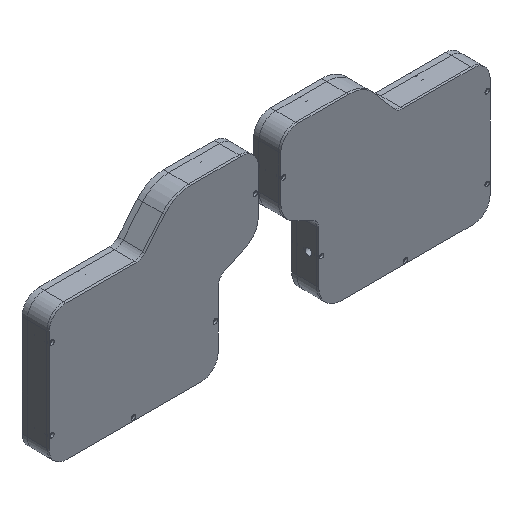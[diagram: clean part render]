
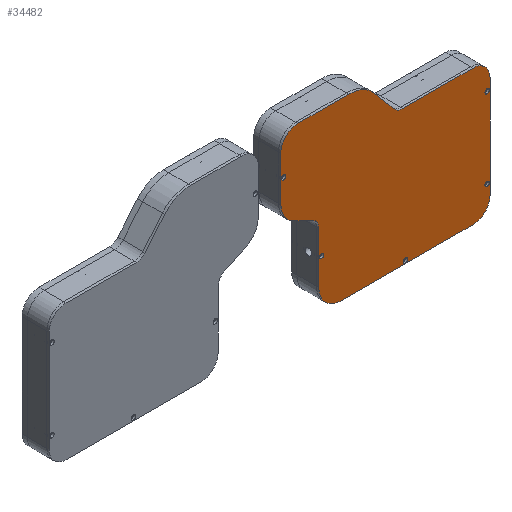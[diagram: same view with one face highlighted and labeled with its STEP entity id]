
A CAD part, isometric view. The second image highlights one B-rep face of the part: STEP entity #34482.
In plain terms, the highlighted planar face has unit normal (0, -1, 0).
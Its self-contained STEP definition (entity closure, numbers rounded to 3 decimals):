
#240=FACE_BOUND('',#4347,.T.);
#241=FACE_BOUND('',#4348,.T.);
#242=FACE_BOUND('',#4349,.T.);
#243=FACE_BOUND('',#4350,.T.);
#244=FACE_BOUND('',#4351,.T.);
#562=CIRCLE('',#36470,1.975);
#564=CIRCLE('',#36473,1.975);
#566=CIRCLE('',#36476,1.975);
#568=CIRCLE('',#36479,1.975);
#570=CIRCLE('',#36482,1.975);
#573=CIRCLE('',#36486,15.);
#575=CIRCLE('',#36490,15.);
#577=CIRCLE('',#36494,20.);
#579=CIRCLE('',#36498,10.);
#581=CIRCLE('',#36502,20.);
#583=CIRCLE('',#36506,15.);
#585=CIRCLE('',#36510,30.);
#587=CIRCLE('',#36514,10.);
#2466=FACE_OUTER_BOUND('',#4346,.T.);
#4346=EDGE_LOOP('',(#31016,#31017,#31018,#31019,#31020,#31021,#31022,#31023,
#31024,#31025,#31026,#31027,#31028,#31029,#31030,#31031));
#4347=EDGE_LOOP('',(#31032));
#4348=EDGE_LOOP('',(#31033));
#4349=EDGE_LOOP('',(#31034));
#4350=EDGE_LOOP('',(#31035));
#4351=EDGE_LOOP('',(#31036));
#8803=LINE('',#54700,#13307);
#8807=LINE('',#54712,#13311);
#8811=LINE('',#54724,#13315);
#8815=LINE('',#54736,#13319);
#8819=LINE('',#54748,#13323);
#8823=LINE('',#54760,#13327);
#8827=LINE('',#54772,#13331);
#8831=LINE('',#54782,#13335);
#13307=VECTOR('',#44844,10.);
#13311=VECTOR('',#44856,10.);
#13315=VECTOR('',#44868,10.);
#13319=VECTOR('',#44880,10.);
#13323=VECTOR('',#44892,10.);
#13327=VECTOR('',#44904,10.);
#13331=VECTOR('',#44916,10.);
#13335=VECTOR('',#44928,10.);
#16547=VERTEX_POINT('',#54658);
#16549=VERTEX_POINT('',#54664);
#16551=VERTEX_POINT('',#54670);
#16553=VERTEX_POINT('',#54676);
#16555=VERTEX_POINT('',#54682);
#16559=VERTEX_POINT('',#54691);
#16560=VERTEX_POINT('',#54693);
#16562=VERTEX_POINT('',#54699);
#16564=VERTEX_POINT('',#54705);
#16566=VERTEX_POINT('',#54711);
#16568=VERTEX_POINT('',#54717);
#16570=VERTEX_POINT('',#54723);
#16572=VERTEX_POINT('',#54729);
#16574=VERTEX_POINT('',#54735);
#16576=VERTEX_POINT('',#54741);
#16578=VERTEX_POINT('',#54747);
#16580=VERTEX_POINT('',#54753);
#16582=VERTEX_POINT('',#54759);
#16584=VERTEX_POINT('',#54765);
#16586=VERTEX_POINT('',#54771);
#16588=VERTEX_POINT('',#54777);
#21361=EDGE_CURVE('',#16547,#16547,#562,.T.);
#21364=EDGE_CURVE('',#16549,#16549,#564,.T.);
#21367=EDGE_CURVE('',#16551,#16551,#566,.T.);
#21370=EDGE_CURVE('',#16553,#16553,#568,.T.);
#21373=EDGE_CURVE('',#16555,#16555,#570,.T.);
#21378=EDGE_CURVE('',#16560,#16559,#573,.T.);
#21381=EDGE_CURVE('',#16562,#16560,#8803,.T.);
#21384=EDGE_CURVE('',#16564,#16562,#575,.T.);
#21387=EDGE_CURVE('',#16566,#16564,#8807,.T.);
#21390=EDGE_CURVE('',#16568,#16566,#577,.T.);
#21393=EDGE_CURVE('',#16570,#16568,#8811,.T.);
#21396=EDGE_CURVE('',#16572,#16570,#579,.T.);
#21399=EDGE_CURVE('',#16574,#16572,#8815,.T.);
#21402=EDGE_CURVE('',#16576,#16574,#581,.T.);
#21405=EDGE_CURVE('',#16578,#16576,#8819,.T.);
#21408=EDGE_CURVE('',#16580,#16578,#583,.T.);
#21411=EDGE_CURVE('',#16582,#16580,#8823,.T.);
#21414=EDGE_CURVE('',#16584,#16582,#585,.T.);
#21417=EDGE_CURVE('',#16586,#16584,#8827,.T.);
#21420=EDGE_CURVE('',#16588,#16586,#587,.T.);
#21423=EDGE_CURVE('',#16559,#16588,#8831,.T.);
#31016=ORIENTED_EDGE('',*,*,#21423,.T.);
#31017=ORIENTED_EDGE('',*,*,#21420,.T.);
#31018=ORIENTED_EDGE('',*,*,#21417,.T.);
#31019=ORIENTED_EDGE('',*,*,#21414,.T.);
#31020=ORIENTED_EDGE('',*,*,#21411,.T.);
#31021=ORIENTED_EDGE('',*,*,#21408,.T.);
#31022=ORIENTED_EDGE('',*,*,#21405,.T.);
#31023=ORIENTED_EDGE('',*,*,#21402,.T.);
#31024=ORIENTED_EDGE('',*,*,#21399,.T.);
#31025=ORIENTED_EDGE('',*,*,#21396,.T.);
#31026=ORIENTED_EDGE('',*,*,#21393,.T.);
#31027=ORIENTED_EDGE('',*,*,#21390,.T.);
#31028=ORIENTED_EDGE('',*,*,#21387,.T.);
#31029=ORIENTED_EDGE('',*,*,#21384,.T.);
#31030=ORIENTED_EDGE('',*,*,#21381,.T.);
#31031=ORIENTED_EDGE('',*,*,#21378,.T.);
#31032=ORIENTED_EDGE('',*,*,#21361,.T.);
#31033=ORIENTED_EDGE('',*,*,#21364,.T.);
#31034=ORIENTED_EDGE('',*,*,#21367,.T.);
#31035=ORIENTED_EDGE('',*,*,#21370,.T.);
#31036=ORIENTED_EDGE('',*,*,#21373,.T.);
#32836=PLANE('',#36517);
#34482=ADVANCED_FACE('',(#2466,#240,#241,#242,#243,#244),#32836,.F.);
#36470=AXIS2_PLACEMENT_3D('',#54659,#44800,#44801);
#36473=AXIS2_PLACEMENT_3D('',#54665,#44807,#44808);
#36476=AXIS2_PLACEMENT_3D('',#54671,#44814,#44815);
#36479=AXIS2_PLACEMENT_3D('',#54677,#44821,#44822);
#36482=AXIS2_PLACEMENT_3D('',#54683,#44828,#44829);
#36486=AXIS2_PLACEMENT_3D('',#54694,#44838,#44839);
#36490=AXIS2_PLACEMENT_3D('',#54706,#44850,#44851);
#36494=AXIS2_PLACEMENT_3D('',#54718,#44862,#44863);
#36498=AXIS2_PLACEMENT_3D('',#54730,#44874,#44875);
#36502=AXIS2_PLACEMENT_3D('',#54742,#44886,#44887);
#36506=AXIS2_PLACEMENT_3D('',#54754,#44898,#44899);
#36510=AXIS2_PLACEMENT_3D('',#54766,#44910,#44911);
#36514=AXIS2_PLACEMENT_3D('',#54778,#44922,#44923);
#36517=AXIS2_PLACEMENT_3D('',#54784,#44931,#44932);
#44800=DIRECTION('center_axis',(0.,1.,0.));
#44801=DIRECTION('ref_axis',(-1.,0.,0.));
#44807=DIRECTION('center_axis',(0.,1.,0.));
#44808=DIRECTION('ref_axis',(-1.,0.,0.));
#44814=DIRECTION('center_axis',(0.,1.,0.));
#44815=DIRECTION('ref_axis',(-1.,0.,0.));
#44821=DIRECTION('center_axis',(0.,1.,0.));
#44822=DIRECTION('ref_axis',(-1.,0.,0.));
#44828=DIRECTION('center_axis',(0.,1.,0.));
#44829=DIRECTION('ref_axis',(-1.,0.,0.));
#44838=DIRECTION('center_axis',(0.,-1.,0.));
#44839=DIRECTION('ref_axis',(0.,0.,1.));
#44844=DIRECTION('',(0.,0.,1.));
#44850=DIRECTION('center_axis',(0.,-1.,0.));
#44851=DIRECTION('ref_axis',(1.,0.,0.));
#44856=DIRECTION('',(1.,0.,0.));
#44862=DIRECTION('center_axis',(0.,-1.,0.));
#44863=DIRECTION('ref_axis',(0.,0.,-1.));
#44868=DIRECTION('',(0.,0.,-1.));
#44874=DIRECTION('center_axis',(0.,1.,0.));
#44875=DIRECTION('ref_axis',(0.423,0.,0.906));
#44880=DIRECTION('',(0.906,0.,-0.423));
#44886=DIRECTION('center_axis',(0.,-1.,0.));
#44887=DIRECTION('ref_axis',(-0.423,0.,-0.906));
#44892=DIRECTION('',(0.,0.,-1.));
#44898=DIRECTION('center_axis',(0.,-1.,0.));
#44899=DIRECTION('ref_axis',(-1.,0.,-0.013));
#44904=DIRECTION('',(-1.,0.,0.));
#44910=DIRECTION('center_axis',(0.,-1.,0.));
#44911=DIRECTION('ref_axis',(0.,0.,1.));
#44916=DIRECTION('',(-0.643,0.,0.766));
#44922=DIRECTION('center_axis',(0.,1.,0.));
#44923=DIRECTION('ref_axis',(0.,0.,-1.));
#44928=DIRECTION('',(-1.,0.,0.));
#44931=DIRECTION('center_axis',(0.,1.,0.));
#44932=DIRECTION('ref_axis',(1.,0.,0.));
#54658=CARTESIAN_POINT('',(47.975,0.,-112.));
#54659=CARTESIAN_POINT('Origin',(46.,0.,
-112.));
#54664=CARTESIAN_POINT('',(14.475,0.,-35.));
#54665=CARTESIAN_POINT('Origin',(12.5,0.,
-35.));
#54670=CARTESIAN_POINT('',(194.475,0.,-130.));
#54671=CARTESIAN_POINT('Origin',(192.5,0.,-130.));
#54676=CARTESIAN_POINT('',(194.475,0.,-59.));
#54677=CARTESIAN_POINT('Origin',(192.5,0.,
-59.));
#54682=CARTESIAN_POINT('',(122.225,0.,-152.5));
#54683=CARTESIAN_POINT('Origin',(120.25,0.,
-152.5));
#54691=CARTESIAN_POINT('',(179.995,0.,-35.));
#54693=CARTESIAN_POINT('',(194.995,0.,-50.));
#54694=CARTESIAN_POINT('Origin',(179.995,0.,-50.));
#54699=CARTESIAN_POINT('',(194.995,0.,-140.));
#54700=CARTESIAN_POINT('',(194.995,0.,-140.));
#54705=CARTESIAN_POINT('',(179.995,0.,-155.));
#54706=CARTESIAN_POINT('Origin',(179.995,0.,-140.));
#54711=CARTESIAN_POINT('',(63.548,0.,-155.));
#54712=CARTESIAN_POINT('',(179.995,0.,-155.));
#54717=CARTESIAN_POINT('',(43.548,0.,-135.));
#54718=CARTESIAN_POINT('Origin',(63.548,0.,-135.));
#54723=CARTESIAN_POINT('',(43.548,0.,-89.556));
#54724=CARTESIAN_POINT('',(43.548,0.,-135.));
#54729=CARTESIAN_POINT('',(37.774,0.,-80.493));
#54730=CARTESIAN_POINT('Origin',(33.548,0.,
-89.556));
#54735=CARTESIAN_POINT('',(21.543,0.,-72.924));
#54736=CARTESIAN_POINT('',(37.774,0.,-80.493));
#54741=CARTESIAN_POINT('',(9.995,0.,-54.798));
#54742=CARTESIAN_POINT('Origin',(29.995,0.,
-54.798));
#54747=CARTESIAN_POINT('',(9.995,0.,-15.198));
#54748=CARTESIAN_POINT('',(9.995,0.,-15.198));
#54753=CARTESIAN_POINT('',(24.994,0.,0.));
#54754=CARTESIAN_POINT('Origin',(24.994,0.,
-15.));
#54759=CARTESIAN_POINT('',(69.824,0.,0.));
#54760=CARTESIAN_POINT('',(24.994,0.,0.));
#54765=CARTESIAN_POINT('',(92.805,0.,-10.716));
#54766=CARTESIAN_POINT('Origin',(69.824,0.,
-30.));
#54771=CARTESIAN_POINT('',(110.184,0.,-31.428));
#54772=CARTESIAN_POINT('',(92.805,0.,-10.716));
#54777=CARTESIAN_POINT('',(117.845,0.,-35.));
#54778=CARTESIAN_POINT('Origin',(117.845,0.,
-25.));
#54782=CARTESIAN_POINT('',(175.525,0.,-35.));
#54784=CARTESIAN_POINT('Origin',(102.494,0.,
-77.5));
